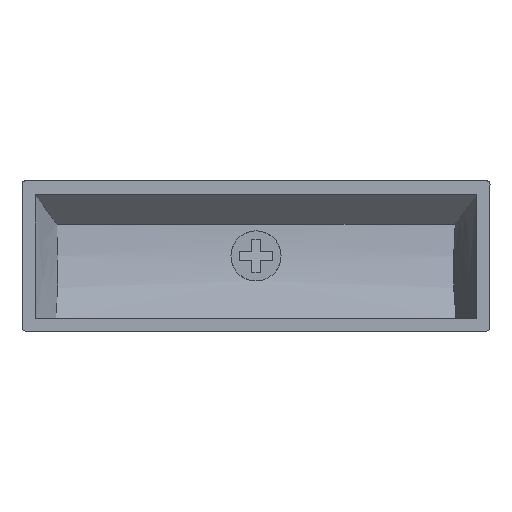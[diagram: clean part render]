
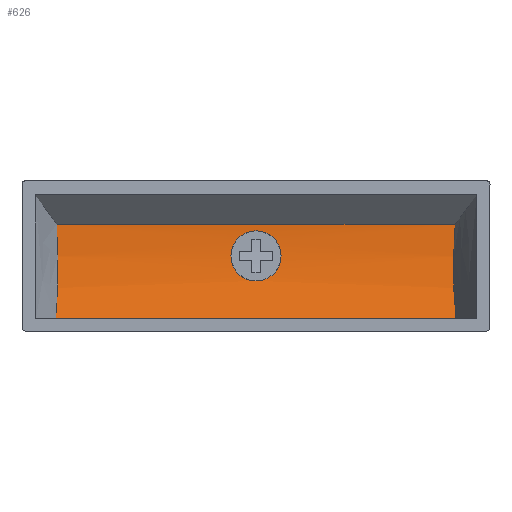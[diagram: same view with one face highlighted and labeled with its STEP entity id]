
A CAD part, front view. The second image highlights one B-rep face of the part: STEP entity #626.
In plain terms, the highlighted cylindrical face has radius 33.5 mm (diameter 67 mm), a partial arc.
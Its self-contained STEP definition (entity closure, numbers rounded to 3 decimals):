
#16=FACE_BOUND('',#194,.T.);
#21=CYLINDRICAL_SURFACE('',#673,33.5);
#52=LINE('',#2905,#95);
#54=LINE('',#2909,#97);
#95=VECTOR('',#738,10.);
#97=VECTOR('',#744,10.);
#154=FACE_OUTER_BOUND('',#193,.T.);
#193=EDGE_LOOP('',(#507,#508,#509,#510));
#194=EDGE_LOOP('',(#511,#512));
#225=B_SPLINE_CURVE_WITH_KNOTS('',3,(#1878,#1879,#1880,#1881,#1882,#1883),
 .UNSPECIFIED.,.F.,.F.,(4,2,4),(0.,0.578,1.156),
 .UNSPECIFIED.);
#231=B_SPLINE_CURVE_WITH_KNOTS('',3,(#2209,#2210,#2211,#2212,#2213,#2214),
 .UNSPECIFIED.,.F.,.F.,(4,2,4),(0.,0.58,1.161),
 .UNSPECIFIED.);
#243=B_SPLINE_CURVE_WITH_KNOTS('',3,(#2912,#2913,#2914,#2915,#2916,#2917,
#2918,#2919,#2920,#2921,#2922,#2923,#2924,#2925,#2926,#2927,#2928,#2929,
#2930,#2931,#2932,#2933,#2934,#2935,#2936,#2937,#2938),.UNSPECIFIED.,.F.,
 .F.,(4,2,2,2,3,2,2,2,2,2,2,2,4),(1.362,1.477,1.592,
1.705,1.818,1.932,2.045,2.16,
2.274,2.388,2.501,2.614,2.727),
 .UNSPECIFIED.);
#244=B_SPLINE_CURVE_WITH_KNOTS('',3,(#2939,#2940,#2941,#2942,#2943,#2944,
#2945,#2946,#2947,#2948),.UNSPECIFIED.,.F.,.F.,(4,2,2,2,4),(2.727,
2.84,2.953,3.067,3.181),
 .UNSPECIFIED.);
#273=VERTEX_POINT('',#1870);
#274=VERTEX_POINT('',#1877);
#281=VERTEX_POINT('',#2206);
#282=VERTEX_POINT('',#2208);
#292=VERTEX_POINT('',#2910);
#293=VERTEX_POINT('',#2911);
#336=EDGE_CURVE('',#273,#274,#225,.T.);
#345=EDGE_CURVE('',#281,#282,#231,.T.);
#368=EDGE_CURVE('',#282,#273,#52,.T.);
#370=EDGE_CURVE('',#281,#274,#54,.T.);
#371=EDGE_CURVE('',#292,#293,#243,.T.);
#372=EDGE_CURVE('',#293,#292,#244,.T.);
#507=ORIENTED_EDGE('',*,*,#368,.F.);
#508=ORIENTED_EDGE('',*,*,#345,.F.);
#509=ORIENTED_EDGE('',*,*,#370,.T.);
#510=ORIENTED_EDGE('',*,*,#336,.F.);
#511=ORIENTED_EDGE('',*,*,#371,.F.);
#512=ORIENTED_EDGE('',*,*,#372,.F.);
#626=ADVANCED_FACE('',(#154,#16),#21,.F.);
#673=AXIS2_PLACEMENT_3D('',#2908,#742,#743);
#738=DIRECTION('',(-1.,0.,0.));
#742=DIRECTION('center_axis',(1.,0.,0.));
#743=DIRECTION('ref_axis',(0.,0.,-1.));
#744=DIRECTION('',(-1.,0.,0.));
#1870=CARTESIAN_POINT('',(1.788,4.993,-16.5));
#1877=CARTESIAN_POINT('',(1.898,7.287,-5.215));
#1878=CARTESIAN_POINT('Ctrl Pts',(1.788,4.993,-16.5));
#1879=CARTESIAN_POINT('Ctrl Pts',(1.961,5.693,-14.713));
#1880=CARTESIAN_POINT('Ctrl Pts',(2.027,6.242,-12.856));
#1881=CARTESIAN_POINT('Ctrl Pts',(2.041,7.012,-9.071));
#1882=CARTESIAN_POINT('Ctrl Pts',(1.988,7.233,-7.146));
#1883=CARTESIAN_POINT('Ctrl Pts',(1.898,7.287,-5.215));
#2206=CARTESIAN_POINT('',(49.673,7.287,-5.215));
#2208=CARTESIAN_POINT('',(49.778,4.993,-16.5));
#2209=CARTESIAN_POINT('Ctrl Pts',(49.673,7.287,-5.215));
#2210=CARTESIAN_POINT('Ctrl Pts',(49.547,7.233,-7.144));
#2211=CARTESIAN_POINT('Ctrl Pts',(49.467,7.013,-9.069));
#2212=CARTESIAN_POINT('Ctrl Pts',(49.475,6.242,-12.858));
#2213=CARTESIAN_POINT('Ctrl Pts',(49.564,5.694,-14.709));
#2214=CARTESIAN_POINT('Ctrl Pts',(49.778,4.993,-16.5));
#2905=CARTESIAN_POINT('',(15.75,4.993,-16.5));
#2908=CARTESIAN_POINT('Origin',(-62.4,-26.2,-4.283));
#2909=CARTESIAN_POINT('',(15.75,7.287,-5.215));
#2910=CARTESIAN_POINT('',(22.8,6.967,-8.991));
#2911=CARTESIAN_POINT('',(25.8,7.256,-5.991));
#2912=CARTESIAN_POINT('Ctrl Pts',(22.8,6.967,-8.991));
#2913=CARTESIAN_POINT('Ctrl Pts',(22.8,6.914,-9.37));
#2914=CARTESIAN_POINT('Ctrl Pts',(22.876,6.849,-9.774));
#2915=CARTESIAN_POINT('Ctrl Pts',(23.185,6.717,-10.515));
#2916=CARTESIAN_POINT('Ctrl Pts',(23.417,6.651,-10.853));
#2917=CARTESIAN_POINT('Ctrl Pts',(23.95,6.54,-11.382));
#2918=CARTESIAN_POINT('Ctrl Pts',(24.285,6.489,-11.611));
#2919=CARTESIAN_POINT('Ctrl Pts',(25.022,6.419,-11.916));
#2920=CARTESIAN_POINT('Ctrl Pts',(25.423,6.401,-11.991));
#2921=CARTESIAN_POINT('Ctrl Pts',(25.8,6.401,-11.991));
#2922=CARTESIAN_POINT('Ctrl Pts',(26.179,6.401,-11.991));
#2923=CARTESIAN_POINT('Ctrl Pts',(26.581,6.419,-11.915));
#2924=CARTESIAN_POINT('Ctrl Pts',(27.32,6.49,-11.608));
#2925=CARTESIAN_POINT('Ctrl Pts',(27.657,6.541,-11.377));
#2926=CARTESIAN_POINT('Ctrl Pts',(28.188,6.652,-10.846));
#2927=CARTESIAN_POINT('Ctrl Pts',(28.419,6.718,-10.509));
#2928=CARTESIAN_POINT('Ctrl Pts',(28.725,6.85,-9.77));
#2929=CARTESIAN_POINT('Ctrl Pts',(28.8,6.914,-9.369));
#2930=CARTESIAN_POINT('Ctrl Pts',(28.8,7.021,-8.616));
#2931=CARTESIAN_POINT('Ctrl Pts',(28.725,7.07,-8.215));
#2932=CARTESIAN_POINT('Ctrl Pts',(28.42,7.15,-7.476));
#2933=CARTESIAN_POINT('Ctrl Pts',(28.189,7.179,-7.137));
#2934=CARTESIAN_POINT('Ctrl Pts',(27.655,7.221,-6.604));
#2935=CARTESIAN_POINT('Ctrl Pts',(27.318,7.235,-6.373));
#2936=CARTESIAN_POINT('Ctrl Pts',(26.579,7.253,-6.067));
#2937=CARTESIAN_POINT('Ctrl Pts',(26.177,7.256,-5.991));
#2938=CARTESIAN_POINT('Ctrl Pts',(25.8,7.256,-5.991));
#2939=CARTESIAN_POINT('Ctrl Pts',(25.8,7.256,-5.991));
#2940=CARTESIAN_POINT('Ctrl Pts',(25.423,7.256,-5.991));
#2941=CARTESIAN_POINT('Ctrl Pts',(25.022,7.253,-6.067));
#2942=CARTESIAN_POINT('Ctrl Pts',(24.283,7.235,-6.372));
#2943=CARTESIAN_POINT('Ctrl Pts',(23.946,7.221,-6.603));
#2944=CARTESIAN_POINT('Ctrl Pts',(23.412,7.179,-7.136));
#2945=CARTESIAN_POINT('Ctrl Pts',(23.181,7.15,-7.474));
#2946=CARTESIAN_POINT('Ctrl Pts',(22.875,7.071,-8.215));
#2947=CARTESIAN_POINT('Ctrl Pts',(22.8,7.021,-8.616));
#2948=CARTESIAN_POINT('Ctrl Pts',(22.8,6.967,-8.991));
